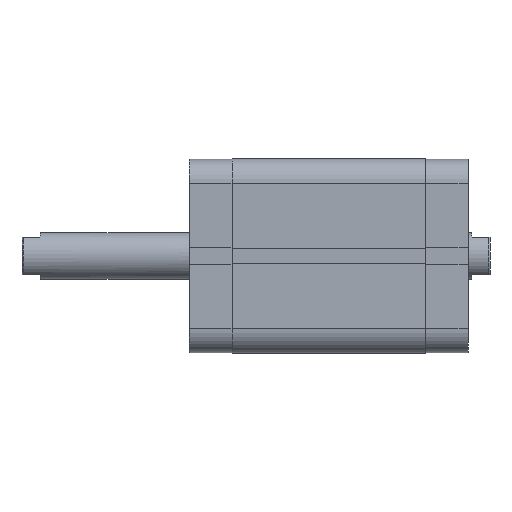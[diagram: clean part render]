
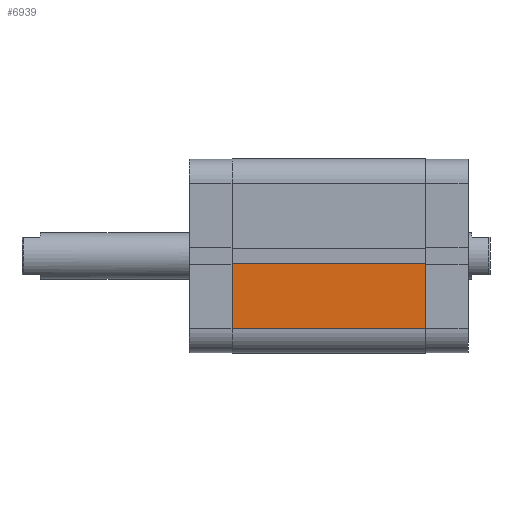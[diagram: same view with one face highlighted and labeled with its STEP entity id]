
A CAD part, front view. The second image highlights one B-rep face of the part: STEP entity #6939.
In plain terms, the highlighted planar face has unit normal (0, -1, 0).
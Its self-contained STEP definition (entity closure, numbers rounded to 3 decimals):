
#1031 = ORIENTED_EDGE ( 'NONE', *, *, #6090, .T. ) ;
#1032 = ORIENTED_EDGE ( 'NONE', *, *, #6091, .F. ) ;
#1033 = ORIENTED_EDGE ( 'NONE', *, *, #6094, .F. ) ;
#1034 = ORIENTED_EDGE ( 'NONE', *, *, #6095, .T. ) ;
#1896 = CARTESIAN_POINT ( 'NONE',  ( 0., -33.5, 66.5 ) ) ;
#1898 = CARTESIAN_POINT ( 'NONE',  ( 0., -33.5, 0. ) ) ;
#1899 = CARTESIAN_POINT ( 'NONE',  ( -25., -33.5, 66.5 ) ) ;
#1900 = DIRECTION ( 'NONE',  ( 0., 0., -1. ) ) ;
#1902 = DIRECTION ( 'NONE',  ( 1., 0., 0. ) ) ;
#1907 = CARTESIAN_POINT ( 'NONE',  ( -2.6, -33.5, 66.5 ) ) ;
#1908 = DIRECTION ( 'NONE',  ( 0., 0., -1. ) ) ;
#1910 = DIRECTION ( 'NONE',  ( 1., 0., 0. ) ) ;
#2145 = PLANE ( 'NONE',  #6353 ) ;
#2148 = CARTESIAN_POINT ( 'NONE',  ( 0., -33.5, 66.5 ) ) ;
#2153 = DIRECTION ( 'NONE',  ( 0., 1., 0. ) ) ;
#2154 = DIRECTION ( 'NONE',  ( 0., 0., 1. ) ) ;
#2961 = VERTEX_POINT ( 'NONE', #3979 ) ;
#3140 = VERTEX_POINT ( 'NONE', #4157 ) ;
#3194 = VERTEX_POINT ( 'NONE', #4211 ) ;
#3220 = VERTEX_POINT ( 'NONE', #4237 ) ;
#3623 = EDGE_LOOP ( 'NONE', ( #1034, #1033, #1032, #1031 ) ) ;
#3979 = CARTESIAN_POINT ( 'NONE',  ( -25., -33.5, 66.5 ) ) ;
#4157 = CARTESIAN_POINT ( 'NONE',  ( -25., -33.5, 0. ) ) ;
#4211 = CARTESIAN_POINT ( 'NONE',  ( -2.6, -33.5, 66.5 ) ) ;
#4237 = CARTESIAN_POINT ( 'NONE',  ( -2.6, -33.5, 0. ) ) ;
#5104 = LINE ( 'NONE', #1896, #5122 ) ;
#5117 = VECTOR ( 'NONE', #1908, 1000. ) ;
#5119 = LINE ( 'NONE', #1907, #5117 ) ;
#5120 = LINE ( 'NONE', #1899, #5121 ) ;
#5121 = VECTOR ( 'NONE', #1900, 1000. ) ;
#5122 = VECTOR ( 'NONE', #1902, 1000. ) ;
#5127 = LINE ( 'NONE', #1898, #5129 ) ;
#5129 = VECTOR ( 'NONE', #1910, 1000. ) ;
#5295 = FACE_OUTER_BOUND ( 'NONE', #3623, .T. ) ;
#6090 = EDGE_CURVE ( 'NONE', #2961, #3140, #5120, .T. ) ;
#6091 = EDGE_CURVE ( 'NONE', #2961, #3194, #5104, .T. ) ;
#6094 = EDGE_CURVE ( 'NONE', #3194, #3220, #5119, .T. ) ;
#6095 = EDGE_CURVE ( 'NONE', #3140, #3220, #5127, .T. ) ;
#6353 = AXIS2_PLACEMENT_3D ( 'NONE', #2148, #2153, #2154 ) ;
#6939 = ADVANCED_FACE ( 'NONE', ( #5295 ), #2145, .F. ) ;
